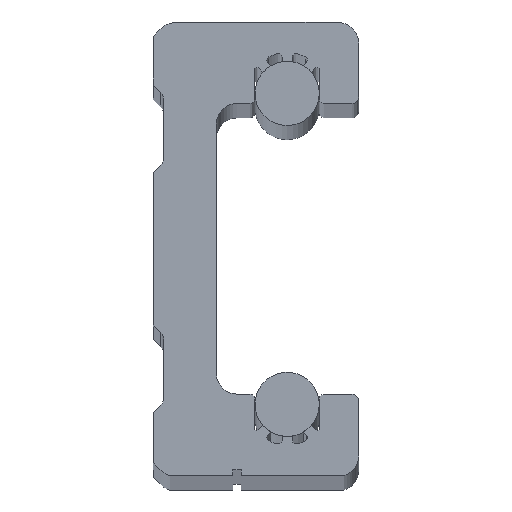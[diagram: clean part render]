
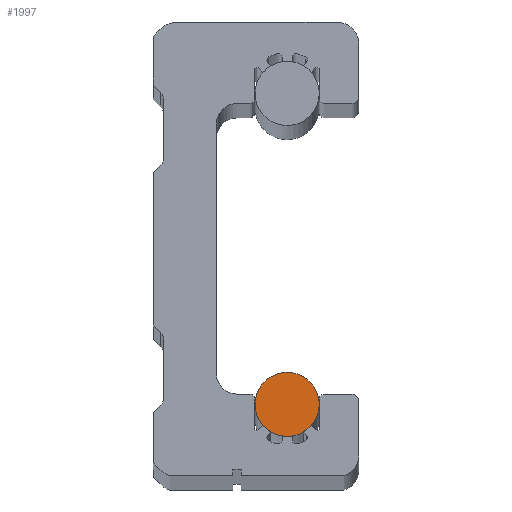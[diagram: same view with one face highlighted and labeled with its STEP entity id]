
A CAD part, top view. The second image highlights one B-rep face of the part: STEP entity #1997.
In plain terms, the highlighted planar face has unit normal (0, 0, 1).
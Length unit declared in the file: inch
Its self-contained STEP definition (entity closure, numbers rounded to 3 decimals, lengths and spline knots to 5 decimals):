
#185 = AXIS2_PLACEMENT_3D ( 'NONE', #1655, #3880, #3848 ) ;
#201 = DIRECTION ( 'NONE',  ( 0., 0., 1. ) ) ;
#404 = EDGE_CURVE ( 'NONE', #1424, #2406, #1426, .T. ) ;
#935 = CARTESIAN_POINT ( 'NONE',  ( 0.48475, -0.4545, 0. ) ) ;
#1067 = ORIENTED_EDGE ( 'NONE', *, *, #404, .T. ) ;
#1277 = CARTESIAN_POINT ( 'NONE',  ( 0.391, -0.4545, 0. ) ) ;
#1424 = VERTEX_POINT ( 'NONE', #935 ) ;
#1426 = CIRCLE ( 'NONE', #4181, 0.09375 ) ;
#1459 = EDGE_LOOP ( 'NONE', ( #1067, #6768 ) ) ;
#1473 = CARTESIAN_POINT ( 'NONE',  ( 0., 0., 0. ) ) ;
#1655 = CARTESIAN_POINT ( 'NONE',  ( 0.391, -0.4545, 0. ) ) ;
#1681 = EDGE_CURVE ( 'NONE', #2406, #1424, #4677, .T. ) ;
#1997 = ADVANCED_FACE ( 'NONE', ( #5248 ), #2397, .T. ) ;
#2028 = DIRECTION ( 'NONE',  ( 1., 0., 0. ) ) ;
#2397 = PLANE ( 'NONE',  #2605 ) ;
#2406 = VERTEX_POINT ( 'NONE', #5592 ) ;
#2605 = AXIS2_PLACEMENT_3D ( 'NONE', #1473, #3061, #2028 ) ;
#3061 = DIRECTION ( 'NONE',  ( 0., 0., 1. ) ) ;
#3487 = DIRECTION ( 'NONE',  ( 1., 0., 0. ) ) ;
#3848 = DIRECTION ( 'NONE',  ( 1., 0., 0. ) ) ;
#3880 = DIRECTION ( 'NONE',  ( 0., 0., 1. ) ) ;
#4181 = AXIS2_PLACEMENT_3D ( 'NONE', #1277, #201, #3487 ) ;
#4677 = CIRCLE ( 'NONE', #185, 0.09375 ) ;
#5248 = FACE_OUTER_BOUND ( 'NONE', #1459, .T. ) ;
#5592 = CARTESIAN_POINT ( 'NONE',  ( 0.29725, -0.4545, 0. ) ) ;
#6768 = ORIENTED_EDGE ( 'NONE', *, *, #1681, .T. ) ;
